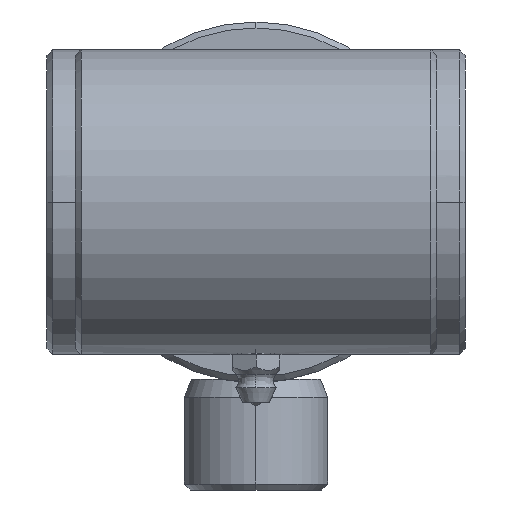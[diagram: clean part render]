
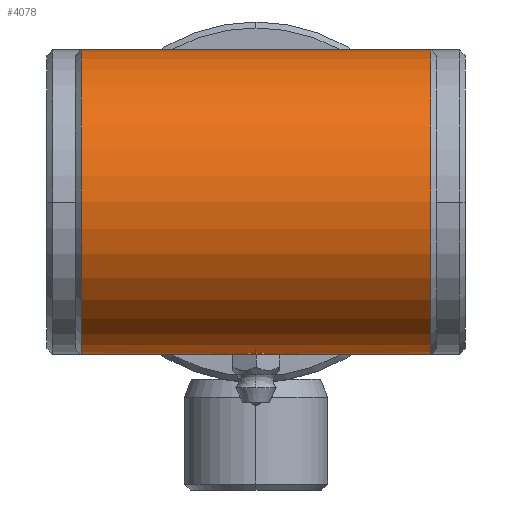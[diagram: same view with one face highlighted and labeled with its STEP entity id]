
A CAD part, left-side view. The second image highlights one B-rep face of the part: STEP entity #4078.
In plain terms, the highlighted cylindrical face has radius 25.5 mm (diameter 51 mm), a partial arc.
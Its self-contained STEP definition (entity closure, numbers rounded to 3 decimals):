
#292 = CARTESIAN_POINT ( 'NONE',  ( -27.72, 0.648, -25.385 ) ) ;
#312 = CARTESIAN_POINT ( 'NONE',  ( -27.784, 0.328, -25.379 ) ) ;
#329 = CARTESIAN_POINT ( 'NONE',  ( -26.407, 2.247, -25.476 ) ) ;
#350 = CARTESIAN_POINT ( 'NONE',  ( -25.3, 29.25, -25.5 ) ) ;
#394 = CARTESIAN_POINT ( 'NONE',  ( -27.8, 0., -25.377 ) ) ;
#395 = ORIENTED_EDGE ( 'NONE', *, *, #1599, .T. ) ;
#477 = LINE ( 'NONE', #2536, #2036 ) ;
#616 = B_SPLINE_CURVE_WITH_KNOTS ( 'NONE', 3,
 ( #3473, #3851, #312, #292, #4642, #1520, #737, #1134, #668, #5061, #3486, #1114, #329, #2706, #2290, #3455, #5028, #1868 ),
 .UNSPECIFIED., .F., .F.,
 ( 4, 2, 2, 2, 2, 2, 2, 2, 4 ),
 ( 0., 0., 0.001, 0.001, 0.002, 0.002, 0.003, 0.003, 0.004 ),
 .UNSPECIFIED. ) ;
#668 = CARTESIAN_POINT ( 'NONE',  ( -27.182, 1.653, -25.431 ) ) ;
#702 = CARTESIAN_POINT ( 'NONE',  ( -27.8, 0., -25.377 ) ) ;
#737 = CARTESIAN_POINT ( 'NONE',  ( -27.47, 1.253, -25.408 ) ) ;
#762 = CARTESIAN_POINT ( 'NONE',  ( -27.734, -0.659, -25.384 ) ) ;
#779 = CARTESIAN_POINT ( 'NONE',  ( -27.469, -1.255, -25.408 ) ) ;
#796 = CARTESIAN_POINT ( 'NONE',  ( -27.8, -0.33, -25.377 ) ) ;
#799 = CYLINDRICAL_SURFACE ( 'NONE', #4649, 25.5 ) ;
#1080 = ORIENTED_EDGE ( 'NONE', *, *, #4217, .F. ) ;
#1114 = CARTESIAN_POINT ( 'NONE',  ( -26.553, 2.17, -25.47 ) ) ;
#1134 = CARTESIAN_POINT ( 'NONE',  ( -27.288, 1.525, -25.423 ) ) ;
#1173 = CARTESIAN_POINT ( 'NONE',  ( -26.552, -2.17, -25.47 ) ) ;
#1329 = EDGE_CURVE ( 'NONE', #3412, #2990, #3510, .T. ) ;
#1339 = LINE ( 'NONE', #2676, #3499 ) ;
#1343 = VECTOR ( 'NONE', #2876, 1000. ) ;
#1462 = CIRCLE ( 'NONE', #1661, 25.5 ) ;
#1464 = EDGE_CURVE ( 'NONE', #4318, #3332, #3130, .T. ) ;
#1520 = CARTESIAN_POINT ( 'NONE',  ( -27.546, 1.109, -25.401 ) ) ;
#1579 = DIRECTION ( 'NONE',  ( 0., 1., 0. ) ) ;
#1582 = ORIENTED_EDGE ( 'NONE', *, *, #3086, .T. ) ;
#1599 = EDGE_CURVE ( 'NONE', #4921, #3412, #1839, .T. ) ;
#1600 = CARTESIAN_POINT ( 'NONE',  ( -26.408, -2.247, -25.476 ) ) ;
#1661 = AXIS2_PLACEMENT_3D ( 'NONE', #4025, #2491, #2087 ) ;
#1839 = CIRCLE ( 'NONE', #3869, 25.5 ) ;
#1859 = VERTEX_POINT ( 'NONE', #2294 ) ;
#1868 = CARTESIAN_POINT ( 'NONE',  ( -25.3, 2.5, -25.5 ) ) ;
#1938 = EDGE_CURVE ( 'NONE', #4921, #4318, #1339, .T. ) ;
#1959 = CARTESIAN_POINT ( 'NONE',  ( -25.3, -29.25, 0. ) ) ;
#1974 = CARTESIAN_POINT ( 'NONE',  ( -25.3, -30.25, 0. ) ) ;
#2036 = VECTOR ( 'NONE', #2942, 1000. ) ;
#2087 = DIRECTION ( 'NONE',  ( 0., 0., 1. ) ) ;
#2290 = CARTESIAN_POINT ( 'NONE',  ( -25.948, 2.42, -25.492 ) ) ;
#2294 = CARTESIAN_POINT ( 'NONE',  ( -25.3, 2.5, -25.5 ) ) ;
#2367 = CARTESIAN_POINT ( 'NONE',  ( -27.546, -1.109, -25.401 ) ) ;
#2383 = CARTESIAN_POINT ( 'NONE',  ( -25.465, -2.5, -25.5 ) ) ;
#2457 = CARTESIAN_POINT ( 'NONE',  ( -25.3, -29.25, -25.5 ) ) ;
#2491 = DIRECTION ( 'NONE',  ( 0., -1., 0. ) ) ;
#2536 = CARTESIAN_POINT ( 'NONE',  ( -25.3, -30.25, -25.5 ) ) ;
#2676 = CARTESIAN_POINT ( 'NONE',  ( -25.3, -30.25, -25.5 ) ) ;
#2706 = CARTESIAN_POINT ( 'NONE',  ( -26.106, 2.372, -25.488 ) ) ;
#2750 = CARTESIAN_POINT ( 'NONE',  ( -27.182, -1.653, -25.431 ) ) ;
#2791 = CARTESIAN_POINT ( 'NONE',  ( -25.3, -29.25, 25.5 ) ) ;
#2826 = FACE_OUTER_BOUND ( 'NONE', #3540, .T. ) ;
#2842 = VERTEX_POINT ( 'NONE', #350 ) ;
#2876 = DIRECTION ( 'NONE',  ( 0., 1., 0. ) ) ;
#2942 = DIRECTION ( 'NONE',  ( 0., 1., 0. ) ) ;
#2990 = VERTEX_POINT ( 'NONE', #4375 ) ;
#3011 = ORIENTED_EDGE ( 'NONE', *, *, #1329, .T. ) ;
#3086 = EDGE_CURVE ( 'NONE', #2990, #2842, #1462, .T. ) ;
#3130 = B_SPLINE_CURVE_WITH_KNOTS ( 'NONE', 3,
 ( #4706, #2383, #3969, #3558, #5102, #1600, #1173, #3136, #4365, #2750, #5087, #779, #2367, #762, #796, #394 ),
 .UNSPECIFIED., .F., .F.,
 ( 4, 2, 2, 2, 2, 2, 2, 4 ),
 ( 0.012, 0.012, 0.013, 0.013, 0.014, 0.014, 0.015, 0.016 ),
 .UNSPECIFIED. ) ;
#3136 = CARTESIAN_POINT ( 'NONE',  ( -26.823, -1.989, -25.455 ) ) ;
#3163 = DIRECTION ( 'NONE',  ( 0., 0., 1. ) ) ;
#3332 = VERTEX_POINT ( 'NONE', #702 ) ;
#3339 = EDGE_CURVE ( 'NONE', #3332, #1859, #616, .T. ) ;
#3341 = CARTESIAN_POINT ( 'NONE',  ( -25.3, -2.5, -25.5 ) ) ;
#3412 = VERTEX_POINT ( 'NONE', #2791 ) ;
#3455 = CARTESIAN_POINT ( 'NONE',  ( -25.626, 2.484, -25.498 ) ) ;
#3473 = CARTESIAN_POINT ( 'NONE',  ( -27.8, 0., -25.377 ) ) ;
#3486 = CARTESIAN_POINT ( 'NONE',  ( -26.826, 1.987, -25.455 ) ) ;
#3499 = VECTOR ( 'NONE', #4703, 1000. ) ;
#3510 = LINE ( 'NONE', #4596, #1343 ) ;
#3540 = EDGE_LOOP ( 'NONE', ( #3719, #395, #3011, #1582, #1080, #3904, #5014 ) ) ;
#3558 = CARTESIAN_POINT ( 'NONE',  ( -25.947, -2.42, -25.492 ) ) ;
#3719 = ORIENTED_EDGE ( 'NONE', *, *, #1938, .F. ) ;
#3851 = CARTESIAN_POINT ( 'NONE',  ( -27.8, 0.165, -25.377 ) ) ;
#3869 = AXIS2_PLACEMENT_3D ( 'NONE', #1959, #1579, #3163 ) ;
#3904 = ORIENTED_EDGE ( 'NONE', *, *, #3339, .F. ) ;
#3942 = DIRECTION ( 'NONE',  ( 0., 0., 1. ) ) ;
#3969 = CARTESIAN_POINT ( 'NONE',  ( -25.628, -2.484, -25.498 ) ) ;
#4025 = CARTESIAN_POINT ( 'NONE',  ( -25.3, 29.25, 0. ) ) ;
#4078 = ADVANCED_FACE ( 'NONE', ( #2826 ), #799, .T. ) ;
#4217 = EDGE_CURVE ( 'NONE', #1859, #2842, #477, .T. ) ;
#4318 = VERTEX_POINT ( 'NONE', #3341 ) ;
#4365 = CARTESIAN_POINT ( 'NONE',  ( -26.952, -1.883, -25.447 ) ) ;
#4375 = CARTESIAN_POINT ( 'NONE',  ( -25.3, 29.25, 25.5 ) ) ;
#4596 = CARTESIAN_POINT ( 'NONE',  ( -25.3, -30.25, 25.5 ) ) ;
#4642 = CARTESIAN_POINT ( 'NONE',  ( -27.672, 0.806, -25.39 ) ) ;
#4649 = AXIS2_PLACEMENT_3D ( 'NONE', #1974, #4730, #3942 ) ;
#4703 = DIRECTION ( 'NONE',  ( 0., 1., 0. ) ) ;
#4706 = CARTESIAN_POINT ( 'NONE',  ( -25.3, -2.5, -25.5 ) ) ;
#4730 = DIRECTION ( 'NONE',  ( 0., 1., 0. ) ) ;
#4921 = VERTEX_POINT ( 'NONE', #2457 ) ;
#5014 = ORIENTED_EDGE ( 'NONE', *, *, #1464, .F. ) ;
#5028 = CARTESIAN_POINT ( 'NONE',  ( -25.463, 2.5, -25.5 ) ) ;
#5061 = CARTESIAN_POINT ( 'NONE',  ( -26.952, 1.884, -25.447 ) ) ;
#5087 = CARTESIAN_POINT ( 'NONE',  ( -27.286, -1.528, -25.423 ) ) ;
#5102 = CARTESIAN_POINT ( 'NONE',  ( -26.106, -2.372, -25.488 ) ) ;
